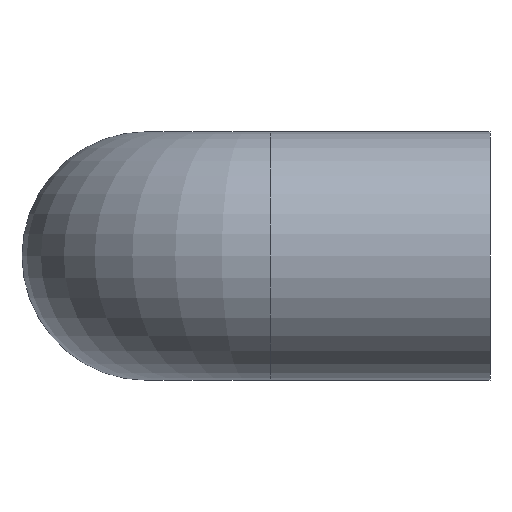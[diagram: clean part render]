
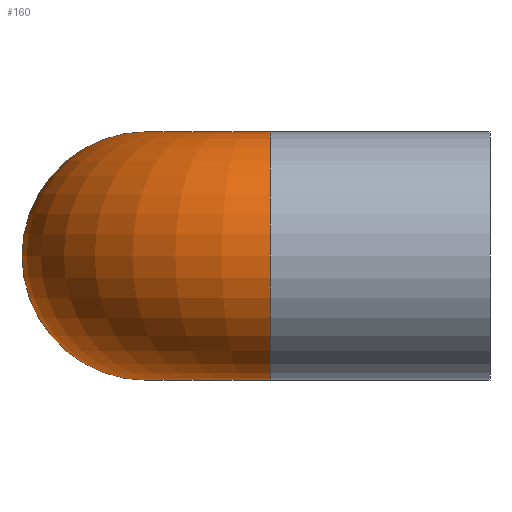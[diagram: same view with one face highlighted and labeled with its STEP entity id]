
A CAD part, left-side view. The second image highlights one B-rep face of the part: STEP entity #160.
In plain terms, the highlighted toroidal (fillet/blend) face has major radius 62.5 mm and minor radius 62.5 mm.
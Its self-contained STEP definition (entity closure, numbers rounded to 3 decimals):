
#1 = DIRECTION ( 'NONE',  ( 0., 0., 1. ) ) ;
#2 = EDGE_CURVE ( 'NONE', #3, #344, #203, .T. ) ;
#3 = VERTEX_POINT ( 'NONE', #412 ) ;
#43 = CARTESIAN_POINT ( 'NONE',  ( 62.5, 173., 0. ) ) ;
#48 = EDGE_CURVE ( 'NONE', #344, #139, #108, .T. ) ;
#51 = ORIENTED_EDGE ( 'NONE', *, *, #55, .T. ) ;
#55 = EDGE_CURVE ( 'NONE', #139, #3, #97, .T. ) ;
#57 = ORIENTED_EDGE ( 'NONE', *, *, #2, .T. ) ;
#78 = CARTESIAN_POINT ( 'NONE',  ( 0., 110.5, 0. ) ) ;
#87 = TOROIDAL_SURFACE ( 'NONE', #166, 62.5, 62.5 ) ;
#89 = AXIS2_PLACEMENT_3D ( 'NONE', #78, #240, #361 ) ;
#90 = ORIENTED_EDGE ( 'NONE', *, *, #117, .F. ) ;
#97 = CIRCLE ( 'NONE', #89, 62.5 ) ;
#106 = AXIS2_PLACEMENT_3D ( 'NONE', #416, #123, #268 ) ;
#108 = CIRCLE ( 'NONE', #106, 62.5 ) ;
#117 = EDGE_CURVE ( 'NONE', #139, #311, #265, .T. ) ;
#123 = DIRECTION ( 'NONE',  ( 0., 1., 0. ) ) ;
#131 = EDGE_CURVE ( 'NONE', #311, #139, #305, .T. ) ;
#139 = VERTEX_POINT ( 'NONE', #372 ) ;
#141 = ORIENTED_EDGE ( 'NONE', *, *, #131, .F. ) ;
#151 = DIRECTION ( 'NONE',  ( -1., 0., 0. ) ) ;
#160 = ADVANCED_FACE ( 'NONE', ( #347 ), #87, .T. ) ;
#161 = DIRECTION ( 'NONE',  ( 0., 1., 0. ) ) ;
#166 = AXIS2_PLACEMENT_3D ( 'NONE', #314, #435, #151 ) ;
#193 = AXIS2_PLACEMENT_3D ( 'NONE', #442, #161, #292 ) ;
#203 = CIRCLE ( 'NONE', #193, 62.5 ) ;
#217 = EDGE_LOOP ( 'NONE', ( #90, #51, #57, #233, #141 ) ) ;
#219 = DIRECTION ( 'NONE',  ( 1., 0., 0. ) ) ;
#221 = CARTESIAN_POINT ( 'NONE',  ( 62.5, 173., 0. ) ) ;
#233 = ORIENTED_EDGE ( 'NONE', *, *, #48, .T. ) ;
#240 = DIRECTION ( 'NONE',  ( 0., 1., 0. ) ) ;
#265 = CIRCLE ( 'NONE', #432, 62.5 ) ;
#268 = DIRECTION ( 'NONE',  ( 0., 0., 1. ) ) ;
#275 = AXIS2_PLACEMENT_3D ( 'NONE', #221, #341, #1 ) ;
#292 = DIRECTION ( 'NONE',  ( 0., 0., 1. ) ) ;
#305 = CIRCLE ( 'NONE', #275, 62.5 ) ;
#311 = VERTEX_POINT ( 'NONE', #352 ) ;
#314 = CARTESIAN_POINT ( 'NONE',  ( 62.5, 110.5, 0. ) ) ;
#339 = DIRECTION ( 'NONE',  ( 0., 0., 1. ) ) ;
#341 = DIRECTION ( 'NONE',  ( 1., 0., 0. ) ) ;
#344 = VERTEX_POINT ( 'NONE', #354 ) ;
#347 = FACE_OUTER_BOUND ( 'NONE', #217, .T. ) ;
#352 = CARTESIAN_POINT ( 'NONE',  ( 62.5, 235.5, 0. ) ) ;
#354 = CARTESIAN_POINT ( 'NONE',  ( 0., 110.5, 62.5 ) ) ;
#361 = DIRECTION ( 'NONE',  ( 0., 0., 1. ) ) ;
#372 = CARTESIAN_POINT ( 'NONE',  ( 62.5, 110.5, 0. ) ) ;
#412 = CARTESIAN_POINT ( 'NONE',  ( 0., 110.5, -62.5 ) ) ;
#416 = CARTESIAN_POINT ( 'NONE',  ( 0., 110.5, 0. ) ) ;
#432 = AXIS2_PLACEMENT_3D ( 'NONE', #43, #219, #339 ) ;
#435 = DIRECTION ( 'NONE',  ( 0., 0., -1. ) ) ;
#442 = CARTESIAN_POINT ( 'NONE',  ( 0., 110.5, 0. ) ) ;
